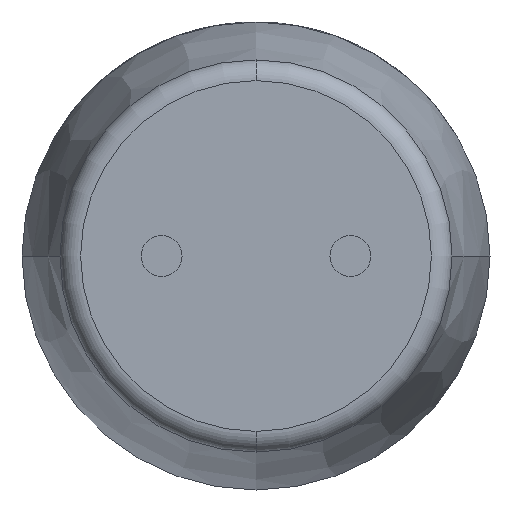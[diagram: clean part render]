
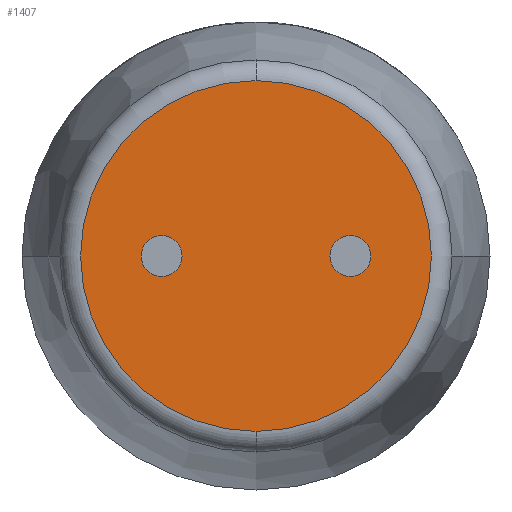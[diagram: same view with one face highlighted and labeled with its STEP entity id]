
A CAD part, front view. The second image highlights one B-rep face of the part: STEP entity #1407.
In plain terms, the highlighted planar face has unit normal (0, -1, 0).
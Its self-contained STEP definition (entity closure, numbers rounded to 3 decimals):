
#41 = ORIENTED_EDGE ( 'NONE', *, *, #3243, .T. ) ;
#163 = PLANE ( 'NONE',  #231 ) ;
#170 = CIRCLE ( 'NONE', #2250, 0.275 ) ;
#231 = AXIS2_PLACEMENT_3D ( 'NONE', #3267, #2724, #1603 ) ;
#261 = AXIS2_PLACEMENT_3D ( 'NONE', #1027, #1018, #1605 ) ;
#379 = CARTESIAN_POINT ( 'NONE',  ( 0., 0., 2.361 ) ) ;
#482 = EDGE_CURVE ( 'NONE', #1711, #1087, #2782, .T. ) ;
#483 = FACE_OUTER_BOUND ( 'NONE', #2784, .T. ) ;
#527 = CARTESIAN_POINT ( 'NONE',  ( -1.27, 0., -0.275 ) ) ;
#546 = EDGE_LOOP ( 'NONE', ( #2379, #2992 ) ) ;
#684 = VERTEX_POINT ( 'NONE', #2865 ) ;
#692 = CIRCLE ( 'NONE', #832, 0.275 ) ;
#698 = DIRECTION ( 'NONE',  ( 0., -1., 0. ) ) ;
#739 = CARTESIAN_POINT ( 'NONE',  ( 1.27, 0., 0. ) ) ;
#767 = DIRECTION ( 'NONE',  ( 0., 1., 0. ) ) ;
#832 = AXIS2_PLACEMENT_3D ( 'NONE', #2171, #767, #2739 ) ;
#881 = CIRCLE ( 'NONE', #950, 2.361 ) ;
#950 = AXIS2_PLACEMENT_3D ( 'NONE', #2095, #698, #1834 ) ;
#1018 = DIRECTION ( 'NONE',  ( 0., -1., 0. ) ) ;
#1027 = CARTESIAN_POINT ( 'NONE',  ( 0., 0., 0. ) ) ;
#1087 = VERTEX_POINT ( 'NONE', #2860 ) ;
#1103 = ORIENTED_EDGE ( 'NONE', *, *, #3205, .T. ) ;
#1255 = EDGE_CURVE ( 'NONE', #684, #3014, #881, .T. ) ;
#1281 = CIRCLE ( 'NONE', #261, 2.361 ) ;
#1300 = DIRECTION ( 'NONE',  ( 0., 0., 1. ) ) ;
#1407 = ADVANCED_FACE ( 'NONE', ( #483, #3389, #2596 ), #163, .F. ) ;
#1591 = DIRECTION ( 'NONE',  ( 0., -1., 0. ) ) ;
#1602 = DIRECTION ( 'NONE',  ( 0., 0., 1. ) ) ;
#1603 = DIRECTION ( 'NONE',  ( 0., 0., 1. ) ) ;
#1605 = DIRECTION ( 'NONE',  ( 0., 0., 1. ) ) ;
#1711 = VERTEX_POINT ( 'NONE', #527 ) ;
#1809 = VERTEX_POINT ( 'NONE', #2356 ) ;
#1834 = DIRECTION ( 'NONE',  ( 0., 0., 1. ) ) ;
#1859 = AXIS2_PLACEMENT_3D ( 'NONE', #739, #2432, #2987 ) ;
#2095 = CARTESIAN_POINT ( 'NONE',  ( 0., 0., 0. ) ) ;
#2099 = EDGE_LOOP ( 'NONE', ( #41, #1103 ) ) ;
#2124 = AXIS2_PLACEMENT_3D ( 'NONE', #3283, #2720, #1300 ) ;
#2171 = CARTESIAN_POINT ( 'NONE',  ( 1.27, 0., 0. ) ) ;
#2250 = AXIS2_PLACEMENT_3D ( 'NONE', #3253, #1591, #1602 ) ;
#2356 = CARTESIAN_POINT ( 'NONE',  ( 1.27, 0., 0.275 ) ) ;
#2379 = ORIENTED_EDGE ( 'NONE', *, *, #2499, .F. ) ;
#2432 = DIRECTION ( 'NONE',  ( 0., 1., 0. ) ) ;
#2499 = EDGE_CURVE ( 'NONE', #1087, #1711, #170, .T. ) ;
#2552 = ORIENTED_EDGE ( 'NONE', *, *, #3200, .T. ) ;
#2589 = VERTEX_POINT ( 'NONE', #3401 ) ;
#2596 = FACE_BOUND ( 'NONE', #546, .T. ) ;
#2720 = DIRECTION ( 'NONE',  ( 0., -1., 0. ) ) ;
#2724 = DIRECTION ( 'NONE',  ( 0., 1., 0. ) ) ;
#2726 = ORIENTED_EDGE ( 'NONE', *, *, #1255, .T. ) ;
#2739 = DIRECTION ( 'NONE',  ( 0., 0., -1. ) ) ;
#2782 = CIRCLE ( 'NONE', #2124, 0.275 ) ;
#2784 = EDGE_LOOP ( 'NONE', ( #2726, #2552 ) ) ;
#2860 = CARTESIAN_POINT ( 'NONE',  ( -1.27, 0., 0.275 ) ) ;
#2865 = CARTESIAN_POINT ( 'NONE',  ( 0., 0., -2.361 ) ) ;
#2987 = DIRECTION ( 'NONE',  ( 0., 0., -1. ) ) ;
#2992 = ORIENTED_EDGE ( 'NONE', *, *, #482, .F. ) ;
#3014 = VERTEX_POINT ( 'NONE', #379 ) ;
#3200 = EDGE_CURVE ( 'NONE', #3014, #684, #1281, .T. ) ;
#3205 = EDGE_CURVE ( 'NONE', #2589, #1809, #3464, .T. ) ;
#3243 = EDGE_CURVE ( 'NONE', #1809, #2589, #692, .T. ) ;
#3253 = CARTESIAN_POINT ( 'NONE',  ( -1.27, 0., 0. ) ) ;
#3267 = CARTESIAN_POINT ( 'NONE',  ( 0., 0., 0. ) ) ;
#3283 = CARTESIAN_POINT ( 'NONE',  ( -1.27, 0., 0. ) ) ;
#3389 = FACE_BOUND ( 'NONE', #2099, .T. ) ;
#3401 = CARTESIAN_POINT ( 'NONE',  ( 1.27, 0., -0.275 ) ) ;
#3464 = CIRCLE ( 'NONE', #1859, 0.275 ) ;
